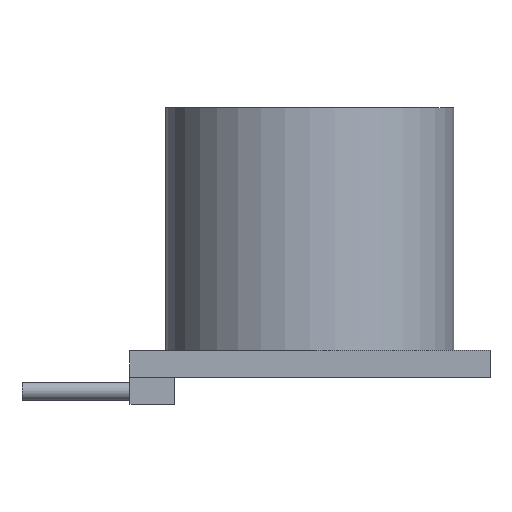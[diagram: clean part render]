
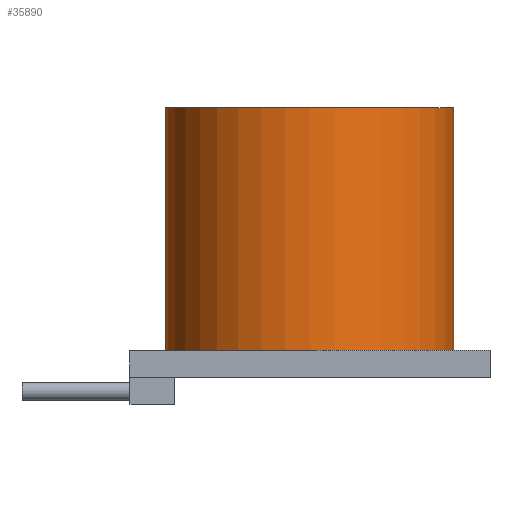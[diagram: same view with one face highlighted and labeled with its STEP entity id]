
A CAD part, left-side view. The second image highlights one B-rep face of the part: STEP entity #35890.
In plain terms, the highlighted cylindrical face has radius 8 mm (diameter 16 mm), a full revolution.
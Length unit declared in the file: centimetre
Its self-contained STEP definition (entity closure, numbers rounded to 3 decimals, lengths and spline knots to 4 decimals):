
#531=CYLINDRICAL_SURFACE('',#38346,0.8);
#762=FACE_BOUND('',#4493,.T.);
#1066=CIRCLE('',#38345,0.8);
#1067=CIRCLE('',#38347,0.8);
#2258=FACE_OUTER_BOUND('',#4492,.T.);
#4492=EDGE_LOOP('',(#28022));
#4493=EDGE_LOOP('',(#28023));
#16528=VERTEX_POINT('',#54136);
#16529=VERTEX_POINT('',#54139);
#20634=EDGE_CURVE('',#16528,#16528,#1066,.T.);
#20635=EDGE_CURVE('',#16529,#16529,#1067,.T.);
#28022=ORIENTED_EDGE('',*,*,#20635,.T.);
#28023=ORIENTED_EDGE('',*,*,#20634,.T.);
#35890=ADVANCED_FACE('',(#2258,#762),#531,.T.);
#38345=AXIS2_PLACEMENT_3D('',#54137,#44243,#44244);
#38346=AXIS2_PLACEMENT_3D('',#54138,#44245,#44246);
#38347=AXIS2_PLACEMENT_3D('',#54140,#44247,#44248);
#44243=DIRECTION('center_axis',(0.,0.,
1.));
#44244=DIRECTION('ref_axis',(0.,-1.,0.));
#44245=DIRECTION('center_axis',(0.,0.,
-1.));
#44246=DIRECTION('ref_axis',(0.,-1.,0.));
#44247=DIRECTION('center_axis',(0.,0.,
-1.));
#44248=DIRECTION('ref_axis',(0.,-1.,0.));
#54136=CARTESIAN_POINT('',(-1.3052,0.95,0.0745));
#54137=CARTESIAN_POINT('Origin',(-1.3052,0.15,0.0745));
#54138=CARTESIAN_POINT('Origin',(-1.3052,0.15,0.0745));
#54139=CARTESIAN_POINT('',(-1.3052,0.95,1.4245));
#54140=CARTESIAN_POINT('Origin',(-1.3052,0.15,1.4245));
